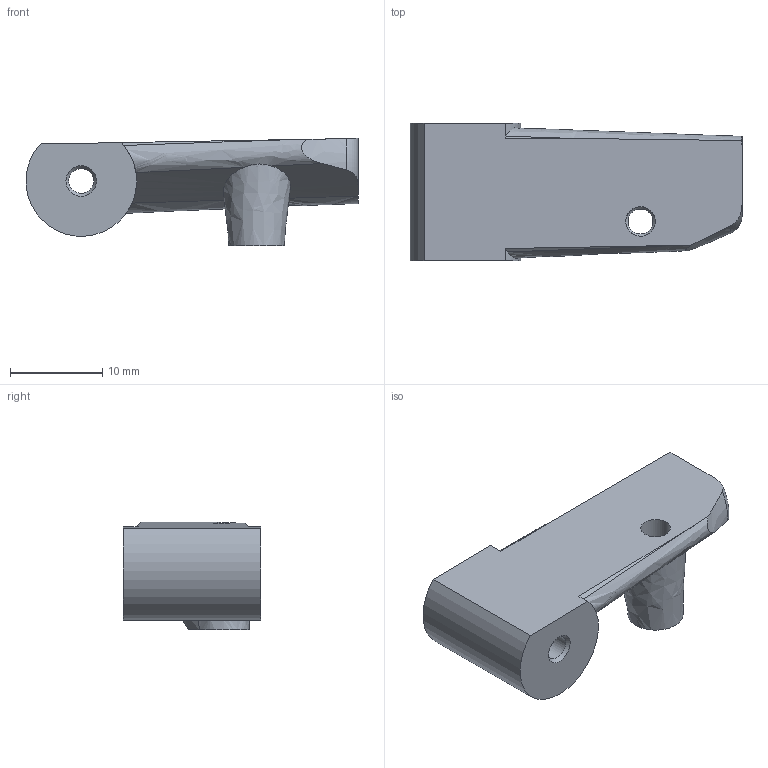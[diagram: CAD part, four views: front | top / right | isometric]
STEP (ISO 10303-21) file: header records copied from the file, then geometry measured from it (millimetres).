
FILE_DESCRIPTION(('FreeCAD Model'),'2;1');
FILE_NAME('Open CASCADE Shape Model','2024-09-11T21:39:16',(''),(''), 'Open CASCADE STEP processor 7.8','FreeCAD','Unknown');
FILE_SCHEMA(('AUTOMOTIVE_DESIGN { 1 0 10303 214 1 1 1 1 }'));
Length unit declared in the file: millimetre
Products named in the file (1): Adjustable_Front_upper_arm_0-6_caster
Bounding box: 35.99 x 14.9 x 11.61 mm (x, y, z)
Volume: 3194.7 mm3; surface area: 2003.1 mm2
Topology: 1 solids, 1 shells, 32 faces, 84 edges, 56 vertices
Faces by surface type: bspline 13, plane 7, cylinder 5, cone 5, torus 2
Full cylindrical faces by diameter (mm): 2.7 x3, 3.2 x1
Entity records: 1606 total; most frequent: CARTESIAN_POINT 889, ORIENTED_EDGE 168, DIRECTION 100, EDGE_CURVE 84, VERTEX_POINT 56, B_SPLINE_CURVE_WITH_KNOTS 45, AXIS2_PLACEMENT_3D 41, FACE_BOUND 38
